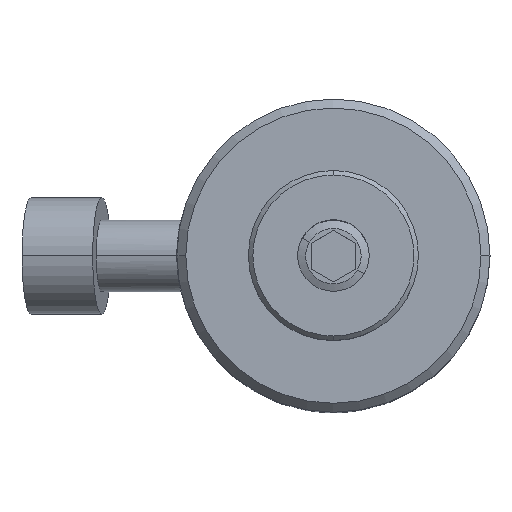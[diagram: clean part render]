
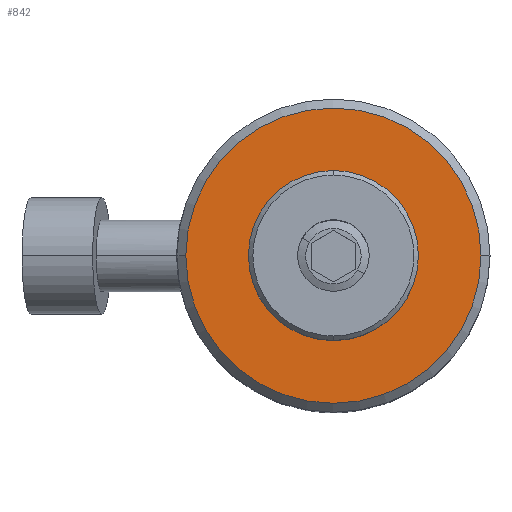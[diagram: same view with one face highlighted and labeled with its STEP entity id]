
A CAD part, top view. The second image highlights one B-rep face of the part: STEP entity #842.
In plain terms, the highlighted planar face has unit normal (0, 0, 1).
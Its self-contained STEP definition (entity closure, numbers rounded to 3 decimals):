
#17 = DIRECTION ( 'NONE',  ( 1., 0., 0. ) ) ;
#34 = CARTESIAN_POINT ( 'NONE',  ( 0., 0., 42. ) ) ;
#114 = VERTEX_POINT ( 'NONE', #872 ) ;
#171 = CARTESIAN_POINT ( 'NONE',  ( 0., 0., 42. ) ) ;
#192 = VERTEX_POINT ( 'NONE', #2074 ) ;
#209 = CARTESIAN_POINT ( 'NONE',  ( 9.5, 0., 42. ) ) ;
#281 = EDGE_CURVE ( 'NONE', #836, #192, #1093, .T. ) ;
#302 = CIRCLE ( 'NONE', #1137, 16.5 ) ;
#320 = ORIENTED_EDGE ( 'NONE', *, *, #799, .F. ) ;
#323 = DIRECTION ( 'NONE',  ( -1., 0., 0. ) ) ;
#524 = FACE_OUTER_BOUND ( 'NONE', #1335, .T. ) ;
#584 = CARTESIAN_POINT ( 'NONE',  ( 0., 0., 42. ) ) ;
#601 = AXIS2_PLACEMENT_3D ( 'NONE', #1449, #1278, #17 ) ;
#632 = DIRECTION ( 'NONE',  ( 1., 0., 0. ) ) ;
#650 = ORIENTED_EDGE ( 'NONE', *, *, #281, .T. ) ;
#729 = AXIS2_PLACEMENT_3D ( 'NONE', #1763, #1440, #632 ) ;
#799 = EDGE_CURVE ( 'NONE', #1501, #114, #1199, .T. ) ;
#800 = CARTESIAN_POINT ( 'NONE',  ( 16.5, 0., 42. ) ) ;
#805 = AXIS2_PLACEMENT_3D ( 'NONE', #171, #1615, #323 ) ;
#836 = VERTEX_POINT ( 'NONE', #800 ) ;
#842 = ADVANCED_FACE ( 'NONE', ( #524, #1478 ), #1499, .F. ) ;
#860 = EDGE_LOOP ( 'NONE', ( #1629, #320 ) ) ;
#872 = CARTESIAN_POINT ( 'NONE',  ( -9.5, 0., 42. ) ) ;
#991 = DIRECTION ( 'NONE',  ( 1., 0., 0. ) ) ;
#1093 = CIRCLE ( 'NONE', #729, 16.5 ) ;
#1137 = AXIS2_PLACEMENT_3D ( 'NONE', #34, #1818, #991 ) ;
#1199 = CIRCLE ( 'NONE', #805, 9.5 ) ;
#1232 = ORIENTED_EDGE ( 'NONE', *, *, #1978, .T. ) ;
#1278 = DIRECTION ( 'NONE',  ( 0., 0., -1. ) ) ;
#1335 = EDGE_LOOP ( 'NONE', ( #650, #1232 ) ) ;
#1440 = DIRECTION ( 'NONE',  ( 0., 0., 1. ) ) ;
#1449 = CARTESIAN_POINT ( 'NONE',  ( 0., -17.5, 42. ) ) ;
#1478 = FACE_BOUND ( 'NONE', #860, .T. ) ;
#1499 = PLANE ( 'NONE',  #601 ) ;
#1501 = VERTEX_POINT ( 'NONE', #209 ) ;
#1556 = AXIS2_PLACEMENT_3D ( 'NONE', #584, #1879, #1709 ) ;
#1586 = EDGE_CURVE ( 'NONE', #114, #1501, #1687, .T. ) ;
#1615 = DIRECTION ( 'NONE',  ( 0., 0., 1. ) ) ;
#1629 = ORIENTED_EDGE ( 'NONE', *, *, #1586, .F. ) ;
#1687 = CIRCLE ( 'NONE', #1556, 9.5 ) ;
#1709 = DIRECTION ( 'NONE',  ( -1., 0., 0. ) ) ;
#1763 = CARTESIAN_POINT ( 'NONE',  ( 0., 0., 42. ) ) ;
#1818 = DIRECTION ( 'NONE',  ( 0., 0., 1. ) ) ;
#1879 = DIRECTION ( 'NONE',  ( 0., 0., 1. ) ) ;
#1978 = EDGE_CURVE ( 'NONE', #192, #836, #302, .T. ) ;
#2074 = CARTESIAN_POINT ( 'NONE',  ( -16.5, 0., 42. ) ) ;
